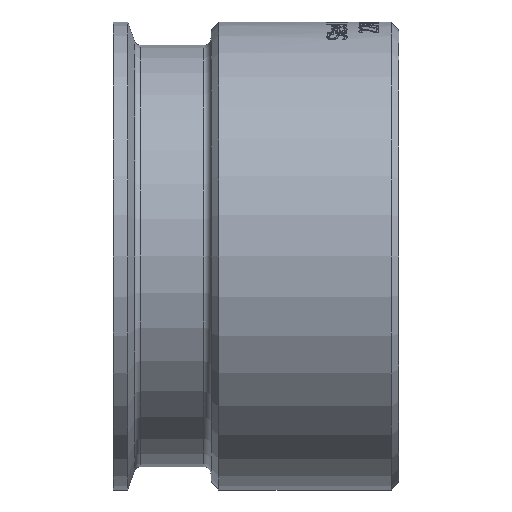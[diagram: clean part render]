
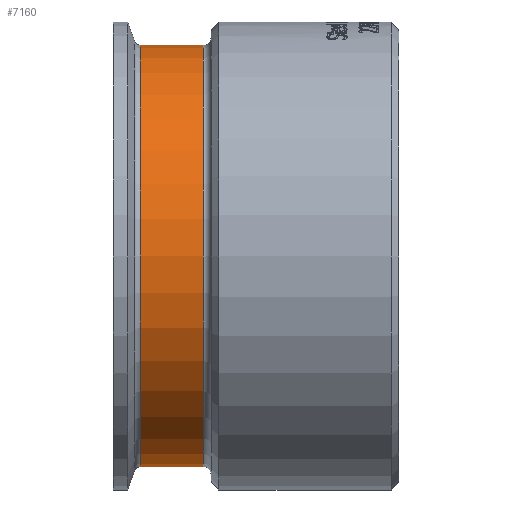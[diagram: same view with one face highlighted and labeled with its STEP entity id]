
A CAD part, front view. The second image highlights one B-rep face of the part: STEP entity #7160.
In plain terms, the highlighted cylindrical face has radius 40.945 mm (diameter 81.89 mm), a full revolution.
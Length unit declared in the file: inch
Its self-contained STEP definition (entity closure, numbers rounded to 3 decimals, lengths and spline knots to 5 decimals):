
#102=FACE_BOUND('',#1291,.T.);
#852=FACE_OUTER_BOUND('',#1290,.T.);
#1290=EDGE_LOOP('',(#6676));
#1291=EDGE_LOOP('',(#6677));
#1477=CIRCLE('',#7560,1.612);
#1479=CIRCLE('',#7563,1.612);
#3519=VERTEX_POINT('',#15808);
#3521=VERTEX_POINT('',#15813);
#4579=EDGE_CURVE('',#3519,#3519,#1477,.T.);
#4581=EDGE_CURVE('',#3521,#3521,#1479,.T.);
#6676=ORIENTED_EDGE('',*,*,#4581,.F.);
#6677=ORIENTED_EDGE('',*,*,#4579,.F.);
#6748=CYLINDRICAL_SURFACE('',#7562,1.612);
#7160=ADVANCED_FACE('',(#852,#102),#6748,.T.);
#7560=AXIS2_PLACEMENT_3D('',#15809,#8826,#8827);
#7562=AXIS2_PLACEMENT_3D('',#15812,#8830,#8831);
#7563=AXIS2_PLACEMENT_3D('',#15814,#8832,#8833);
#8826=DIRECTION('center_axis',(1.,0.,0.));
#8827=DIRECTION('ref_axis',(0.,-1.,0.));
#8830=DIRECTION('center_axis',(1.,0.,0.));
#8831=DIRECTION('ref_axis',(0.,1.,0.));
#8832=DIRECTION('center_axis',(-1.,0.,0.));
#8833=DIRECTION('ref_axis',(0.,-1.,0.));
#15808=CARTESIAN_POINT('',(0.69,1.612,0.));
#15809=CARTESIAN_POINT('Origin',(0.69,0.,0.));
#15812=CARTESIAN_POINT('Origin',(0.4633,0.,
0.));
#15813=CARTESIAN_POINT('',(0.20811,1.612,0.));
#15814=CARTESIAN_POINT('Origin',(0.20811,0.,
0.));
